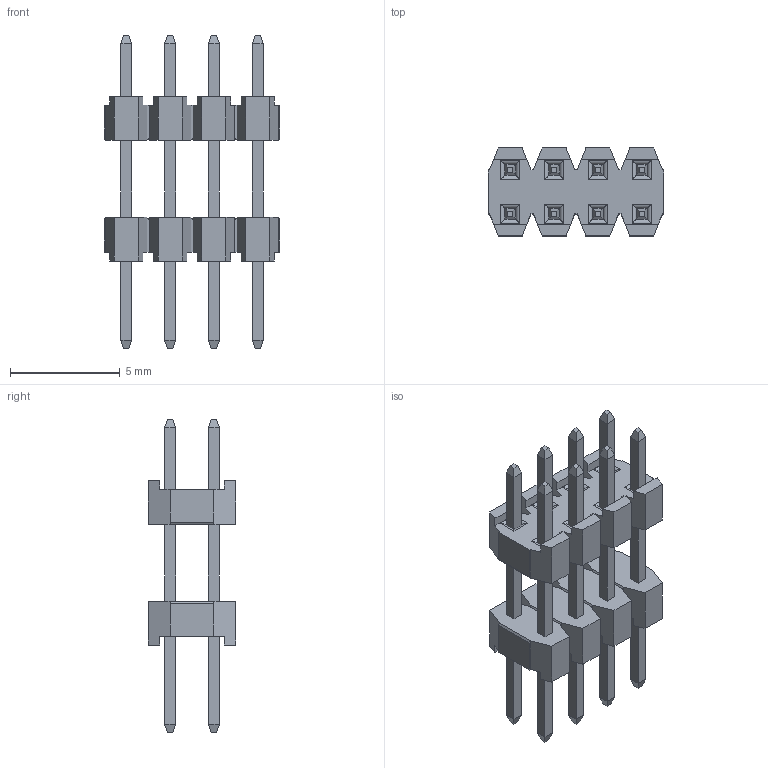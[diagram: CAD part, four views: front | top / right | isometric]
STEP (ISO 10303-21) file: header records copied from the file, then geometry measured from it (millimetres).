
FILE_DESCRIPTION(/* description */ (''),/* implementation_level */ '2;1');
FILE_NAME(/* name */ '734-14,3-008-20-xx.stp',/* time_stamp */ '2025-06-02T14:23:10+08:00',/* author */ (''),/* organization */ (''),/* preprocessor_version */ 'ST-DEVELOPER v16',/* originating_system */ 'SIEMENS PLM Software NX 11.0',/* authorisation */ '');
FILE_SCHEMA (('AUTOMOTIVE_DESIGN { 1 0 10303 214 3 1 1 1 }'));
Length unit declared in the file: millimetre
Products named in the file (1): 734-14,3-008-20-xx
Bounding box: 8 x 4 x 14.3 mm (x, y, z)
Volume: 115.4 mm3; surface area: 502 mm2
Topology: 10 solids, 10 shells, 370 faces, 890 edges, 540 vertices
Faces by surface type: plane 306, cylinder 64
Entity records: 10448 total; most frequent: CARTESIAN_POINT 1993, ORIENTED_EDGE 1780, DIRECTION 1568, EDGE_CURVE 890, LINE 826, VECTOR 826, VERTEX_POINT 540, EDGE_LOOP 402
